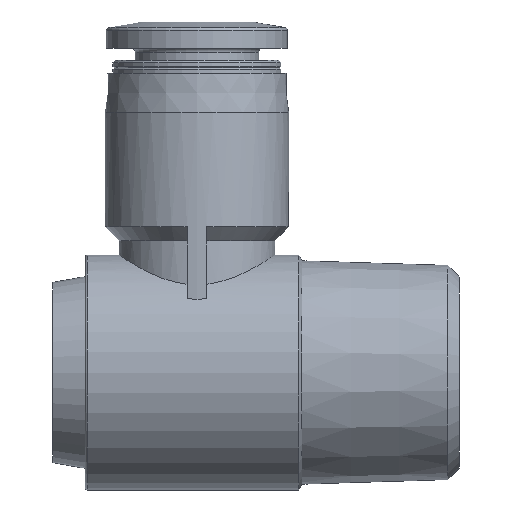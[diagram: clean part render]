
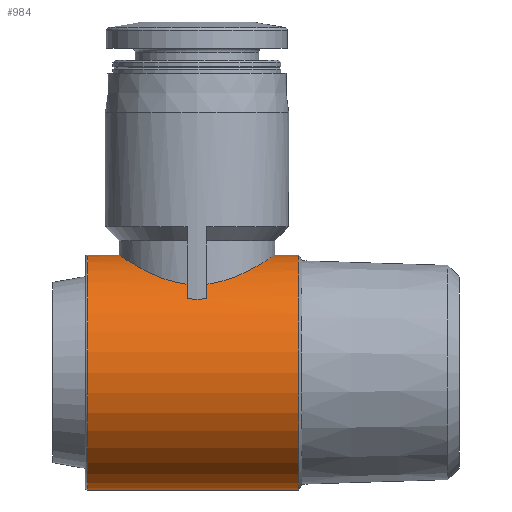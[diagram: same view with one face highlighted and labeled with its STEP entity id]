
A CAD part, left-side view. The second image highlights one B-rep face of the part: STEP entity #984.
In plain terms, the highlighted cylindrical face has radius 8.95 mm (diameter 17.9 mm), a full revolution.
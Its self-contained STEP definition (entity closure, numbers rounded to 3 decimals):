
#98=B_SPLINE_CURVE_WITH_KNOTS('',3,(#1355,#1356,#1357,#1358,#1359,#1360,
#1361,#1362,#1363,#1364,#1365),.UNSPECIFIED.,.F.,.F.,(4,1,1,1,1,1,1,1,4),
(0.02,0.022,0.024,0.027,
0.029,0.031,0.033,0.035,
0.038),.UNSPECIFIED.);
#99=B_SPLINE_CURVE_WITH_KNOTS('',3,(#1369,#1370,#1371,#1372),
 .UNSPECIFIED.,.F.,.F.,(4,4),(0.,0.002),.UNSPECIFIED.);
#100=B_SPLINE_CURVE_WITH_KNOTS('',3,(#1376,#1377,#1378,#1379,#1380,#1381,
#1382,#1383,#1384,#1385,#1386),.UNSPECIFIED.,.F.,.F.,(4,1,1,1,1,1,1,1,4),
(0.001,0.003,0.005,0.007,
0.01,0.012,0.014,0.016,
0.018),.UNSPECIFIED.);
#101=B_SPLINE_CURVE_WITH_KNOTS('',3,(#1390,#1391,#1392,#1393),
 .UNSPECIFIED.,.F.,.F.,(4,4),(0.,0.002),.UNSPECIFIED.);
#114=CIRCLE('',#1043,8.95);
#115=CIRCLE('',#1044,8.95);
#116=CIRCLE('',#1045,8.95);
#117=CIRCLE('',#1046,8.95);
#118=CIRCLE('',#1047,8.95);
#119=CIRCLE('',#1048,8.95);
#157=ORIENTED_EDGE('',*,*,#311,.F.);
#158=ORIENTED_EDGE('',*,*,#312,.T.);
#159=ORIENTED_EDGE('',*,*,#313,.F.);
#160=ORIENTED_EDGE('',*,*,#314,.F.);
#161=ORIENTED_EDGE('',*,*,#315,.F.);
#162=ORIENTED_EDGE('',*,*,#316,.F.);
#163=ORIENTED_EDGE('',*,*,#317,.F.);
#164=ORIENTED_EDGE('',*,*,#318,.F.);
#165=ORIENTED_EDGE('',*,*,#319,.F.);
#166=ORIENTED_EDGE('',*,*,#320,.F.);
#311=EDGE_CURVE('',#388,#388,#114,.T.);
#312=EDGE_CURVE('',#389,#389,#115,.T.);
#313=EDGE_CURVE('',#390,#391,#116,.T.);
#314=EDGE_CURVE('',#392,#390,#98,.T.);
#315=EDGE_CURVE('',#393,#392,#117,.T.);
#316=EDGE_CURVE('',#394,#393,#99,.T.);
#317=EDGE_CURVE('',#395,#394,#118,.T.);
#318=EDGE_CURVE('',#396,#395,#100,.T.);
#319=EDGE_CURVE('',#397,#396,#119,.T.);
#320=EDGE_CURVE('',#391,#397,#101,.T.);
#388=VERTEX_POINT('',#1349);
#389=VERTEX_POINT('',#1351);
#390=VERTEX_POINT('',#1353);
#391=VERTEX_POINT('',#1354);
#392=VERTEX_POINT('',#1366);
#393=VERTEX_POINT('',#1368);
#394=VERTEX_POINT('',#1373);
#395=VERTEX_POINT('',#1375);
#396=VERTEX_POINT('',#1387);
#397=VERTEX_POINT('',#1389);
#450=EDGE_LOOP('',(#157));
#451=EDGE_LOOP('',(#158));
#452=EDGE_LOOP('',(#159,#160,#161,#162,#163,#164,#165,#166));
#535=FACE_BOUND('',#450,.T.);
#536=FACE_BOUND('',#451,.T.);
#537=FACE_BOUND('',#452,.T.);
#619=CYLINDRICAL_SURFACE('',#1042,8.95);
#984=ADVANCED_FACE('',(#535,#536,#537),#619,.T.);
#1042=AXIS2_PLACEMENT_3D('',#1347,#1141,#1142);
#1043=AXIS2_PLACEMENT_3D('',#1348,#1143,#1144);
#1044=AXIS2_PLACEMENT_3D('',#1350,#1145,#1146);
#1045=AXIS2_PLACEMENT_3D('',#1352,#1147,#1148);
#1046=AXIS2_PLACEMENT_3D('',#1367,#1149,#1150);
#1047=AXIS2_PLACEMENT_3D('',#1374,#1151,#1152);
#1048=AXIS2_PLACEMENT_3D('',#1388,#1153,#1154);
#1141=DIRECTION('',(0.,-1.,0.));
#1142=DIRECTION('',(0.,0.,-1.));
#1143=DIRECTION('',(0.,-1.,0.));
#1144=DIRECTION('',(0.,0.,-1.));
#1145=DIRECTION('',(0.,-1.,0.));
#1146=DIRECTION('',(0.,0.,-1.));
#1147=DIRECTION('',(0.,-1.,0.));
#1148=DIRECTION('',(0.,0.,-1.));
#1149=DIRECTION('',(0.,-1.,0.));
#1150=DIRECTION('',(0.,0.,-1.));
#1151=DIRECTION('',(0.,1.,0.));
#1152=DIRECTION('',(0.,0.,1.));
#1153=DIRECTION('',(0.,1.,0.));
#1154=DIRECTION('',(0.,0.,1.));
#1347=CARTESIAN_POINT('',(0.,0.,0.));
#1348=CARTESIAN_POINT('',(0.,0.231,0.));
#1349=CARTESIAN_POINT('',(0.,0.231,-8.95));
#1350=CARTESIAN_POINT('',(0.,16.32,0.));
#1351=CARTESIAN_POINT('',(0.,16.32,-8.95));
#1352=CARTESIAN_POINT('',(0.,8.75,0.));
#1353=CARTESIAN_POINT('',(-5.903,8.75,6.728));
#1354=CARTESIAN_POINT('',(-6.96,8.75,5.627));
#1355=CARTESIAN_POINT('',(5.903,8.75,6.728));
#1356=CARTESIAN_POINT('',(5.81,9.48,6.809));
#1357=CARTESIAN_POINT('',(5.35,10.881,7.211));
#1358=CARTESIAN_POINT('',(4.047,12.524,8.047));
#1359=CARTESIAN_POINT('',(2.227,13.662,8.755));
#1360=CARTESIAN_POINT('',(0.005,14.093,9.047));
#1361=CARTESIAN_POINT('',(-2.221,13.666,8.757));
#1362=CARTESIAN_POINT('',(-4.053,12.521,8.045));
#1363=CARTESIAN_POINT('',(-5.351,10.875,7.21));
#1364=CARTESIAN_POINT('',(-5.81,9.482,6.809));
#1365=CARTESIAN_POINT('',(-5.903,8.75,6.728));
#1366=CARTESIAN_POINT('',(5.903,8.75,6.728));
#1367=CARTESIAN_POINT('',(0.,8.75,0.));
#1368=CARTESIAN_POINT('',(6.96,8.75,5.627));
#1369=CARTESIAN_POINT('',(6.96,7.25,5.627));
#1370=CARTESIAN_POINT('',(7.014,7.75,5.561));
#1371=CARTESIAN_POINT('',(7.014,8.25,5.561));
#1372=CARTESIAN_POINT('',(6.96,8.75,5.627));
#1373=CARTESIAN_POINT('',(6.96,7.25,5.627));
#1374=CARTESIAN_POINT('',(0.,7.25,0.));
#1375=CARTESIAN_POINT('',(5.903,7.25,6.728));
#1376=CARTESIAN_POINT('',(-5.903,7.25,6.728));
#1377=CARTESIAN_POINT('',(-5.81,6.522,6.809));
#1378=CARTESIAN_POINT('',(-5.353,5.126,7.209));
#1379=CARTESIAN_POINT('',(-4.05,3.478,8.046));
#1380=CARTESIAN_POINT('',(-2.234,2.342,8.752));
#1381=CARTESIAN_POINT('',(-0.016,1.906,9.048));
#1382=CARTESIAN_POINT('',(2.221,2.334,8.757));
#1383=CARTESIAN_POINT('',(4.051,3.478,8.046));
#1384=CARTESIAN_POINT('',(5.351,5.124,7.211));
#1385=CARTESIAN_POINT('',(5.809,6.516,6.81));
#1386=CARTESIAN_POINT('',(5.903,7.25,6.728));
#1387=CARTESIAN_POINT('',(-5.903,7.25,6.728));
#1388=CARTESIAN_POINT('',(0.,7.25,0.));
#1389=CARTESIAN_POINT('',(-6.96,7.25,5.627));
#1390=CARTESIAN_POINT('',(-6.96,8.75,5.627));
#1391=CARTESIAN_POINT('',(-7.014,8.25,5.561));
#1392=CARTESIAN_POINT('',(-7.014,7.75,5.561));
#1393=CARTESIAN_POINT('',(-6.96,7.25,5.627));
